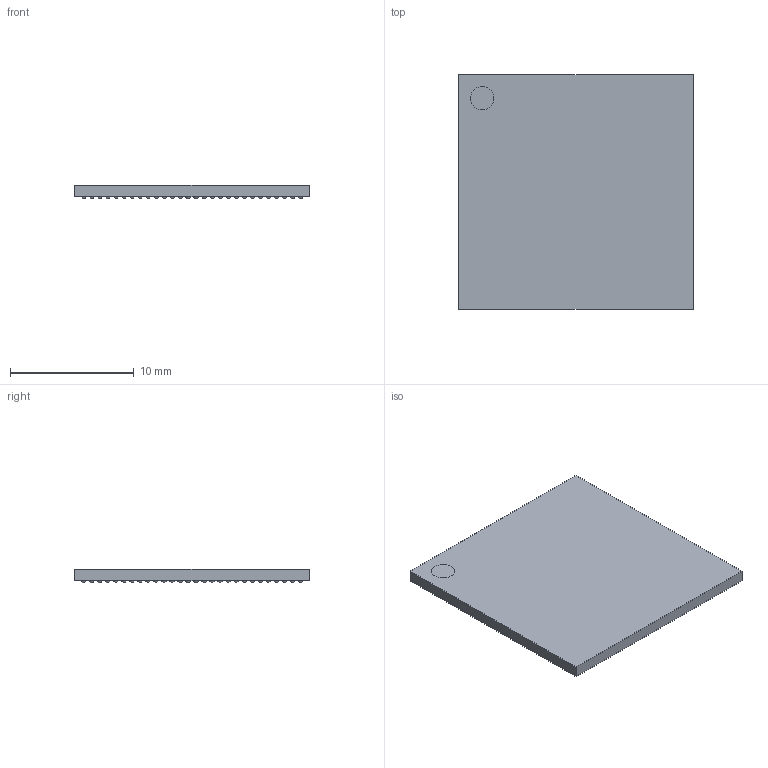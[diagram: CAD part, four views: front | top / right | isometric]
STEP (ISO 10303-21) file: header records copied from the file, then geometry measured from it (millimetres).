
FILE_DESCRIPTION(/* description */ ('model of TFBGA-644_19x19mm_Layout28x28_P0.65mm'),/* implementation_level */ '2;1');
FILE_NAME(/* name */ 'TFBGA-644_19x19mm_Layout28x28_P0.65mm.step',/* time_stamp */ '1970-01-01T00:00:00',/* author */ ('KiCAD','kicad'),/* organization */ ('OCCT'),/* preprocessor_version */ '',/* originating_system */ 'KiCAD',/* authorisation */ '');
FILE_SCHEMA(('AUTOMOTIVE_DESIGN { 1 0 10303 214 1 1 1 1 }'));
Length unit declared in the file: millimetre
Products named in the file (1): TFBGA-644_19x19mm_Layout28x28_P0.65mm
Bounding box: 19 x 19 x 1.11 mm (x, y, z)
Volume: 349.6 mm3; surface area: 845.2 mm2
Topology: 1 solids, 1 shells, 652 faces, 1947 edges, 1298 vertices
Faces by surface type: sphere 644, plane 7, cylinder 1
Full cylindrical faces by diameter (mm): 1.9 x1
Entity records: 15636 total; most frequent: CARTESIAN_POINT 2589, ORIENTED_EDGE 1955, AXIS2_PLACEMENT_3D 1942, EDGE_CURVE 1303, VERTEX_POINT 1298, FACE_BOUND 1297, EDGE_LOOP 1297, CIRCLE 1290
